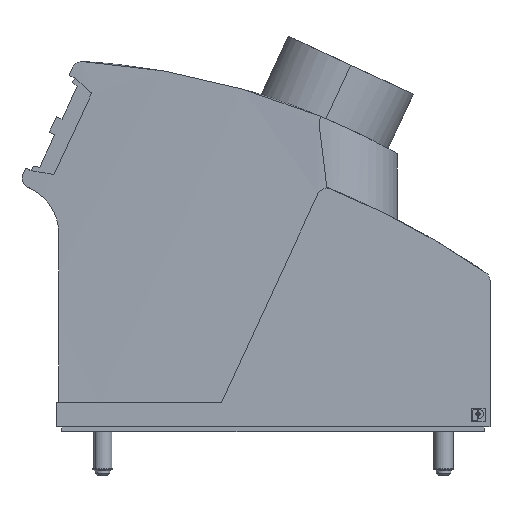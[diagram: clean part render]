
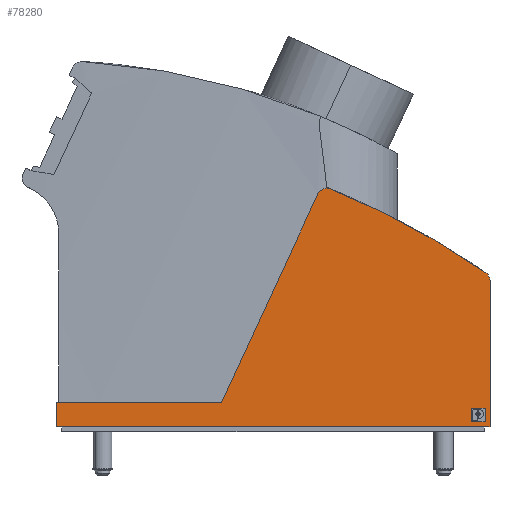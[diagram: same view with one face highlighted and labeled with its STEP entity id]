
A CAD part, left-side view. The second image highlights one B-rep face of the part: STEP entity #78280.
In plain terms, the highlighted face is planar.
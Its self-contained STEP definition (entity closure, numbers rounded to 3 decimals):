
#11960=CARTESIAN_POINT('',(55.945,-38.611,
2.007));
#11970=DIRECTION('',(0.,0.,1.));
#11980=DIRECTION('',(1.,0.,0.));
#11990=AXIS2_PLACEMENT_3D('',#11960,#11970,#11980);
#12000=CIRCLE('',#11990,0.2);
#12010=CARTESIAN_POINT('',(55.745,-38.611,
2.007));
#12020=VERTEX_POINT('',#12010);
#12030=CARTESIAN_POINT('',(55.945,-38.812,
2.007));
#12040=VERTEX_POINT('',#12030);
#12050=EDGE_CURVE('',#12020,#12040,#12000,.T.);
#12450=CARTESIAN_POINT('',(0.,-38.812,2.007));
#12460=DIRECTION('',(1.,0.,0.));
#12470=VECTOR('',#12460,1.);
#12480=LINE('',#12450,#12470);
#12490=CARTESIAN_POINT('',(58.395,-38.812,
2.007));
#12500=VERTEX_POINT('',#12490);
#12510=EDGE_CURVE('',#12040,#12500,#12480,.T.);
#46340=CARTESIAN_POINT('',(4.52,-34.812,
2.007));
#46350=VERTEX_POINT('',#46340);
#46380=CARTESIAN_POINT('',(0.,-34.812,2.007));
#46390=DIRECTION('',(-1.,0.,0.));
#46400=VECTOR('',#46390,1.);
#46410=LINE('',#46380,#46400);
#46420=CARTESIAN_POINT('',(-29.405,-34.812,
2.007));
#46430=VERTEX_POINT('',#46420);
#46440=EDGE_CURVE('',#46350,#46430,#46410,.T.);
#46710=CARTESIAN_POINT('',(24.3,7.969,
2.007));
#46720=VERTEX_POINT('',#46710);
#46750=CARTESIAN_POINT('',(20.616,0.,2.007));
#46760=DIRECTION('',(0.42,0.908,0.));
#46770=VECTOR('',#46760,1.);
#46780=LINE('',#46750,#46770);
#46790=EDGE_CURVE('',#46350,#46720,#46780,.T.);
#46990=CARTESIAN_POINT('',(-29.405,0.,2.007));
#47000=DIRECTION('',(0.,1.,0.));
#47010=VECTOR('',#47000,1.);
#47020=LINE('',#46990,#47010);
#47030=CARTESIAN_POINT('',(-29.405,-39.812,
2.007));
#47040=VERTEX_POINT('',#47030);
#47050=EDGE_CURVE('',#47040,#46430,#47020,.T.);
#47710=CARTESIAN_POINT('',(0.,-39.812,2.007));
#47720=DIRECTION('',(-1.,0.,0.));
#47730=VECTOR('',#47720,1.);
#47740=LINE('',#47710,#47730);
#47750=CARTESIAN_POINT('',(59.595,-39.812,
2.007));
#47760=VERTEX_POINT('',#47750);
#47770=EDGE_CURVE('',#47760,#47040,#47740,.T.);
#50480=CARTESIAN_POINT('',(58.395,-36.162,
2.007));
#50490=DIRECTION('',(0.,0.,1.));
#50500=DIRECTION('',(1.,0.,0.));
#50510=AXIS2_PLACEMENT_3D('',#50480,#50490,#50500);
#50520=CIRCLE('',#50510,0.2);
#50530=CARTESIAN_POINT('',(58.595,-36.162,
2.007));
#50540=VERTEX_POINT('',#50530);
#50550=CARTESIAN_POINT('',(58.395,-35.962,
2.007));
#50560=VERTEX_POINT('',#50550);
#50570=EDGE_CURVE('',#50540,#50560,#50520,.T.);
#52540=CARTESIAN_POINT('',(59.595,-9.856,
2.007));
#52550=VERTEX_POINT('',#52540);
#52650=CARTESIAN_POINT('',(59.595,0.,2.007));
#52660=DIRECTION('',(0.,1.,0.));
#52670=VECTOR('',#52660,1.);
#52680=LINE('',#52650,#52670);
#52690=EDGE_CURVE('',#47760,#52550,#52680,.T.);
#52860=CARTESIAN_POINT('',(57.595,-9.856,
2.007));
#52870=DIRECTION('',(0.,0.,1.));
#52880=DIRECTION('',(1.,0.,0.));
#52890=AXIS2_PLACEMENT_3D('',#52860,#52870,#52880);
#52900=CIRCLE('',#52890,2.);
#52910=CARTESIAN_POINT('',(58.732,-8.211,2.007))
;
#52920=VERTEX_POINT('',#52910);
#52930=EDGE_CURVE('',#52550,#52920,#52900,.T.);
#54760=CARTESIAN_POINT('',(-35.079,-143.948,
2.007));
#54770=DIRECTION('',(0.,0.,1.));
#54780=DIRECTION('',(1.,0.,0.));
#54790=AXIS2_PLACEMENT_3D('',#54760,#54770,#54780);
#54800=CIRCLE('',#54790,165.);
#54810=CARTESIAN_POINT('',(26.866,8.983,
2.007));
#54820=VERTEX_POINT('',#54810);
#54830=EDGE_CURVE('',#52920,#54820,#54800,.T.);
#71490=CARTESIAN_POINT('',(55.945,-36.162,
2.007));
#71500=DIRECTION('',(0.,0.,1.));
#71510=DIRECTION('',(1.,0.,0.));
#71520=AXIS2_PLACEMENT_3D('',#71490,#71500,#71510);
#71530=CIRCLE('',#71520,0.2);
#71540=CARTESIAN_POINT('',(55.945,-35.962,
2.007));
#71550=VERTEX_POINT('',#71540);
#71560=CARTESIAN_POINT('',(55.745,-36.162,
2.007));
#71570=VERTEX_POINT('',#71560);
#71580=EDGE_CURVE('',#71550,#71570,#71530,.T.);
#77120=CARTESIAN_POINT('',(26.115,7.129,
2.007));
#77130=DIRECTION('',(0.,0.,1.));
#77140=DIRECTION('',(1.,0.,0.));
#77150=AXIS2_PLACEMENT_3D('',#77120,#77130,#77140);
#77160=CIRCLE('',#77150,2.);
#77170=EDGE_CURVE('',#54820,#46720,#77160,.T.);
#77800=CARTESIAN_POINT('',(54.509,-13.225,
2.007));
#77810=DIRECTION('',(0.,0.,1.));
#77820=DIRECTION('',(1.,0.,0.));
#77830=AXIS2_PLACEMENT_3D('',#77800,#77810,#77820);
#77840=PLANE('',#77830);
#77850=ORIENTED_EDGE('',*,*,#71580,.F.);
#77860=CARTESIAN_POINT('',(55.745,0.,2.007));
#77870=DIRECTION('',(0.,-1.,0.));
#77880=VECTOR('',#77870,1.);
#77890=LINE('',#77860,#77880);
#77900=EDGE_CURVE('',#71570,#12020,#77890,.T.);
#77910=ORIENTED_EDGE('',*,*,#77900,.F.);
#77920=ORIENTED_EDGE('',*,*,#12050,.F.);
#77930=ORIENTED_EDGE('',*,*,#12510,.F.);
#77940=CARTESIAN_POINT('',(58.395,-38.611,
2.007));
#77950=DIRECTION('',(0.,0.,1.));
#77960=DIRECTION('',(1.,0.,0.));
#77970=AXIS2_PLACEMENT_3D('',#77940,#77950,#77960);
#77980=CIRCLE('',#77970,0.2);
#77990=CARTESIAN_POINT('',(58.595,-38.611,
2.007));
#78000=VERTEX_POINT('',#77990);
#78010=EDGE_CURVE('',#12500,#78000,#77980,.T.);
#78020=ORIENTED_EDGE('',*,*,#78010,.F.);
#78030=CARTESIAN_POINT('',(58.595,0.,2.007));
#78040=DIRECTION('',(0.,1.,0.));
#78050=VECTOR('',#78040,1.);
#78060=LINE('',#78030,#78050);
#78070=EDGE_CURVE('',#78000,#50540,#78060,.T.);
#78080=ORIENTED_EDGE('',*,*,#78070,.F.);
#78090=ORIENTED_EDGE('',*,*,#50570,.F.);
#78100=CARTESIAN_POINT('',(0.,-35.962,2.007));
#78110=DIRECTION('',(-1.,0.,0.));
#78120=VECTOR('',#78110,1.);
#78130=LINE('',#78100,#78120);
#78140=EDGE_CURVE('',#50560,#71550,#78130,.T.);
#78150=ORIENTED_EDGE('',*,*,#78140,.F.);
#78160=EDGE_LOOP('',(#78150,#78090,#78080,#78020,#77930,#77920,#77910,
#77850));
#78170=FACE_BOUND('',#78160,.T.);
#78180=ORIENTED_EDGE('',*,*,#46790,.F.);
#78190=ORIENTED_EDGE('',*,*,#77170,.T.);
#78200=ORIENTED_EDGE('',*,*,#54830,.T.);
#78210=ORIENTED_EDGE('',*,*,#52930,.T.);
#78220=ORIENTED_EDGE('',*,*,#52690,.T.);
#78230=ORIENTED_EDGE('',*,*,#47770,.F.);
#78240=ORIENTED_EDGE('',*,*,#47050,.F.);
#78250=ORIENTED_EDGE('',*,*,#46440,.T.);
#78260=EDGE_LOOP('',(#78250,#78240,#78230,#78220,#78210,#78200,#78190,
#78180));
#78270=FACE_OUTER_BOUND('',#78260,.T.);
#78280=ADVANCED_FACE('',(#78170,#78270),#77840,.T.);
